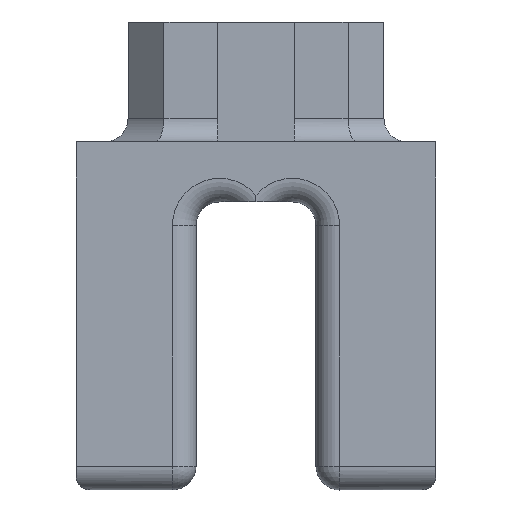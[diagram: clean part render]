
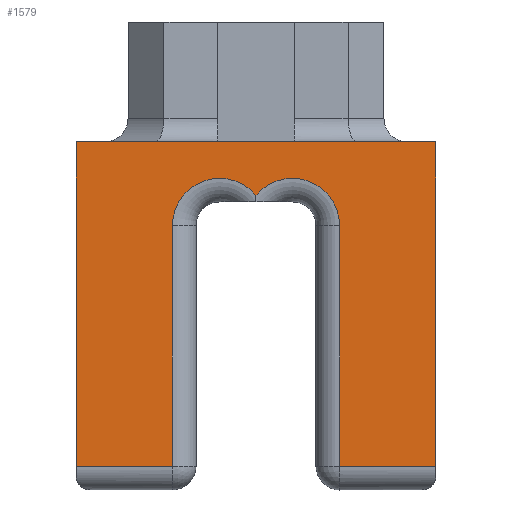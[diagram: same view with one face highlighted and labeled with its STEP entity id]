
A CAD part, front view. The second image highlights one B-rep face of the part: STEP entity #1579.
In plain terms, the highlighted planar face has unit normal (0, -1, 0).
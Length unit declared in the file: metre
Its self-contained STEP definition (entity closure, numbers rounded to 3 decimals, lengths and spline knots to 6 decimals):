
#126=CIRCLE('',#1718,0.01);
#127=CIRCLE('',#1719,0.01);
#353=ORIENTED_EDGE('',*,*,#775,.T.);
#354=ORIENTED_EDGE('',*,*,#776,.T.);
#355=ORIENTED_EDGE('',*,*,#651,.T.);
#356=ORIENTED_EDGE('',*,*,#777,.F.);
#357=ORIENTED_EDGE('',*,*,#645,.F.);
#358=ORIENTED_EDGE('',*,*,#778,.T.);
#359=ORIENTED_EDGE('',*,*,#779,.T.);
#360=ORIENTED_EDGE('',*,*,#780,.T.);
#361=ORIENTED_EDGE('',*,*,#781,.T.);
#645=EDGE_CURVE('',#878,#879,#1020,.T.);
#651=EDGE_CURVE('',#885,#884,#1025,.T.);
#775=EDGE_CURVE('',#984,#985,#1119,.F.);
#776=EDGE_CURVE('',#985,#885,#1120,.F.);
#777=EDGE_CURVE('',#879,#884,#1121,.T.);
#778=EDGE_CURVE('',#878,#986,#1122,.F.);
#779=EDGE_CURVE('',#986,#987,#1123,.T.);
#780=EDGE_CURVE('',#987,#988,#126,.F.);
#781=EDGE_CURVE('',#988,#984,#127,.F.);
#878=VERTEX_POINT('',#2357);
#879=VERTEX_POINT('',#2359);
#884=VERTEX_POINT('',#2370);
#885=VERTEX_POINT('',#2372);
#984=VERTEX_POINT('',#2644);
#985=VERTEX_POINT('',#2645);
#986=VERTEX_POINT('',#2649);
#987=VERTEX_POINT('',#2651);
#988=VERTEX_POINT('',#2653);
#1020=LINE('',#2358,#1152);
#1025=LINE('',#2371,#1157);
#1119=LINE('',#2643,#1251);
#1120=LINE('',#2646,#1252);
#1121=LINE('',#2647,#1253);
#1122=LINE('',#2648,#1254);
#1123=LINE('',#2650,#1255);
#1152=VECTOR('',#1851,1.);
#1157=VECTOR('',#1860,1.);
#1251=VECTOR('',#2070,1.);
#1252=VECTOR('',#2071,1.);
#1253=VECTOR('',#2072,1.);
#1254=VECTOR('',#2073,1.);
#1255=VECTOR('',#2074,1.);
#1322=EDGE_LOOP('',(#353,#354,#355,#356,#357,#358,#359,#360,#361));
#1437=FACE_BOUND('',#1322,.T.);
#1539=PLANE('',#1717);
#1579=ADVANCED_FACE('',(#1437),#1539,.T.);
#1717=AXIS2_PLACEMENT_3D('',#2642,#2068,#2069);
#1718=AXIS2_PLACEMENT_3D('',#2652,#2075,#2076);
#1719=AXIS2_PLACEMENT_3D('',#2654,#2077,#2078);
#1851=DIRECTION('',(0.,0.,1.));
#1860=DIRECTION('',(0.,0.,1.));
#2068=DIRECTION('',(0.,-1.,0.));
#2069=DIRECTION('',(1.,0.,0.));
#2070=DIRECTION('',(0.,0.,1.));
#2071=DIRECTION('',(-1.,0.,0.));
#2072=DIRECTION('',(1.,0.,0.));
#2073=DIRECTION('',(-1.,0.,0.));
#2074=DIRECTION('',(0.,0.,1.));
#2075=DIRECTION('',(0.,-1.,0.));
#2076=DIRECTION('',(1.,0.,0.));
#2077=DIRECTION('',(0.,-1.,0.));
#2078=DIRECTION('',(1.,0.,0.));
#2357=CARTESIAN_POINT('',(-0.0381,-0.114341,-0.056041));
#2358=CARTESIAN_POINT('',(-0.0381,-0.114341,-0.000041));
#2359=CARTESIAN_POINT('',(-0.0381,-0.114341,0.012659));
#2370=CARTESIAN_POINT('',(0.0381,-0.114341,0.012659));
#2371=CARTESIAN_POINT('',(0.0381,-0.114341,-0.000041));
#2372=CARTESIAN_POINT('',(0.0381,-0.114341,-0.056041));
#2642=CARTESIAN_POINT('',(0.,-0.114341,-0.000041));
#2643=CARTESIAN_POINT('',(0.0177,-0.114341,-0.063541));
#2644=CARTESIAN_POINT('',(0.0177,-0.114341,-0.005041));
#2645=CARTESIAN_POINT('',(0.0177,-0.114341,-0.056041));
#2646=CARTESIAN_POINT('',(0.,-0.114341,-0.056041));
#2647=CARTESIAN_POINT('',(0.,-0.114341,0.012659));
#2648=CARTESIAN_POINT('',(0.,-0.114341,-0.056041));
#2649=CARTESIAN_POINT('',(-0.0177,-0.114341,-0.056041));
#2650=CARTESIAN_POINT('',(-0.0177,-0.114341,-0.000041));
#2651=CARTESIAN_POINT('',(-0.0177,-0.114341,-0.005041));
#2652=CARTESIAN_POINT('',(-0.0077,-0.114341,-0.005041));
#2653=CARTESIAN_POINT('',(0.,-0.114341,0.00134));
#2654=CARTESIAN_POINT('',(0.0077,-0.114341,-0.005041));
